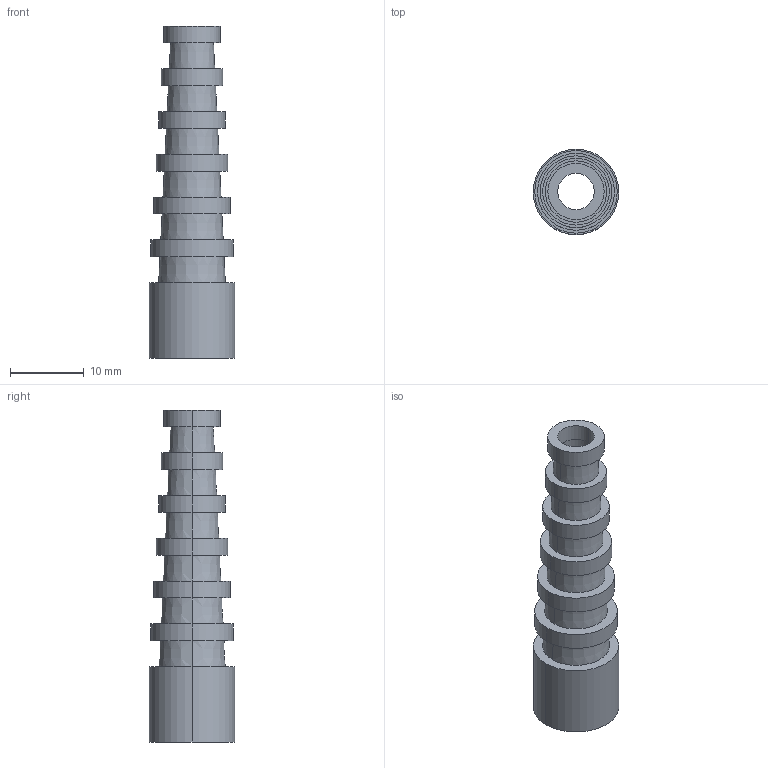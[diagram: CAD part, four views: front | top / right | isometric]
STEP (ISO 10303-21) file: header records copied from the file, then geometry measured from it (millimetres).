
FILE_DESCRIPTION (( 'STEP AP214' ), '1' );
FILE_NAME ('BIF-P0-58.STEP', '2006-08-25T20:32:14', ( 'L-COM' ), ( 'L-COM' ), 'SwSTEP 2.0', 'SolidWorks 2006052', '' );
FILE_SCHEMA (( 'AUTOMOTIVE_DESIGN' ));
Length unit declared in the file: inch
Products named in the file (1): BIF-P0-58
Bounding box: 11.56 x 11.56 x 44.96 mm (x, y, z)
Volume: 1352.4 mm3; surface area: 2663.3 mm2
Topology: 1 solids, 1 shells, 46 faces, 92 edges, 60 vertices
Faces by surface type: cylinder 18, plane 14, cone 14
Entity records: 1255 total; most frequent: DIRECTION 246, CARTESIAN_POINT 199, ORIENTED_EDGE 184, AXIS2_PLACEMENT_3D 107, EDGE_CURVE 92, EDGE_LOOP 60, VERTEX_POINT 60, CIRCLE 60
